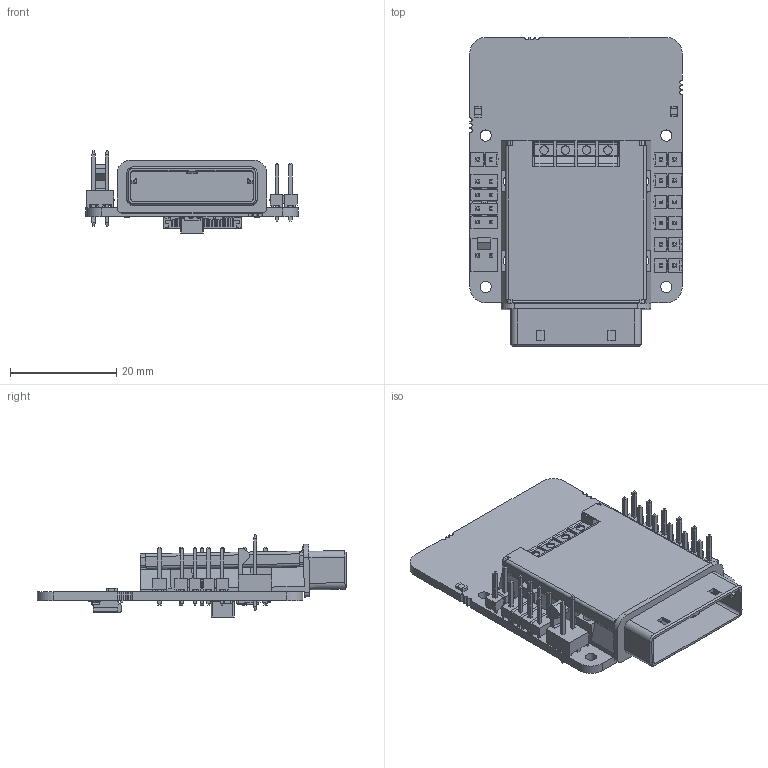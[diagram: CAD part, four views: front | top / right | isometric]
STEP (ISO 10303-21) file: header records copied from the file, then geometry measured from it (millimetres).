
FILE_DESCRIPTION(('Open CASCADE Model'),'2;1');
FILE_NAME('Open CASCADE Shape Model','2019-05-04T10:56:58',('Author'),( 'Open CASCADE'),'Open CASCADE STEP processor 6.8','Open CASCADE 6.8' ,'Unknown');
FILE_SCHEMA(('AUTOMOTIVE_DESIGN { 1 0 10303 214 1 1 1 1 }'));
Length unit declared in the file: millimetre
Products named in the file (58): PCB; Board; Open CASCADE STEP translator 6.8 2.1.1; Open CASCADE STEP translator 6.8 2.1.1.1; J2; 5022442430; Open CASCADE STEP translator 6.8 2.2.1.1; Open CASCADE STEP translator 6.8 2.2.1.2; C3; ChipCap(0402); J1; 755860010; 745400401; Open CASCADE STEP translator 6.8 2.4.2.1; Open CASCADE STEP translator 6.8 2.4.2.2; J3; TSW-102-07-G-S; _TSW-102-07-G-S_body; _T-1S6-07-TSW-1-07-2-S; J5; J6; TSW-104-07-F-D; _TSW-104-07-F-D_body; _T-1S6-07-TSW-1-07-4-D; C101; ChipCap(0805); R101; ChipRes(0805); J4; C28; C27; C26; C1; C2; C4; C19; L3; XAL4030; U3; 12482712480 ...
Assembly tree (78 placements, depth 4):
  PCB
    Board
      Open CASCADE STEP translator 6.8 2.1.1
        Open CASCADE STEP translator 6.8 2.1.1.1
    J2
      5022442430
        Open CASCADE STEP translator 6.8 2.2.1.1
        Open CASCADE STEP translator 6.8 2.2.1.2
    C3
      ChipCap(0402)
    J1
      755860010
      745400401
        Open CASCADE STEP translator 6.8 2.4.2.1
        Open CASCADE STEP translator 6.8 2.4.2.2
    J3
      TSW-102-07-G-S
        _TSW-102-07-G-S_body
        _T-1S6-07-TSW-1-07-2-S
    J5
      TSW-102-07-G-S
        _TSW-102-07-G-S_body
        _T-1S6-07-TSW-1-07-2-S
    J6
      TSW-104-07-F-D
        _TSW-104-07-F-D_body
        _T-1S6-07-TSW-1-07-4-D
    C101
      ChipCap(0805)
    R101
      ChipRes(0805)
    J4
      TSW-102-07-G-S
        _TSW-102-07-G-S_body
        _T-1S6-07-TSW-1-07-2-S
    C28
      ChipCap(0805)
    C27
      ChipCap(0805)
    C26
      ChipCap(0805)
    C1
      ChipCap(0805)
    C2
      ChipCap(0805)
    C4
      ChipCap(0402)
    C19
      ChipCap(0805)
    L3
      XAL4030
    U3
      12482712480
        Extruded
    C20
      ChipCap(0402)
    C21
      ChipCap(0402)
    C24
      ChipCap(0402)
Bounding box: 40 x 58.26 x 15.46 mm (x, y, z)
Volume: 9062.8 mm3; surface area: 13579.4 mm2
Topology: 43 solids, 43 shells, 4430 faces, 12657 edges, 8441 vertices
Faces by surface type: plane 3615, cylinder 783, bspline 18, cone 14
Full cylindrical faces by diameter (mm): 1 x24, 1.55 x4, 2.1 x4, 2.5 x4
Entity records: 118848 total; most frequent: CARTESIAN_POINT 21547, ORIENTED_EDGE 19884, DIRECTION 18447, EDGE_CURVE 9942, LINE 8429, VECTOR 8429, VERTEX_POINT 6499, AXIS2_PLACEMENT_3D 5009
